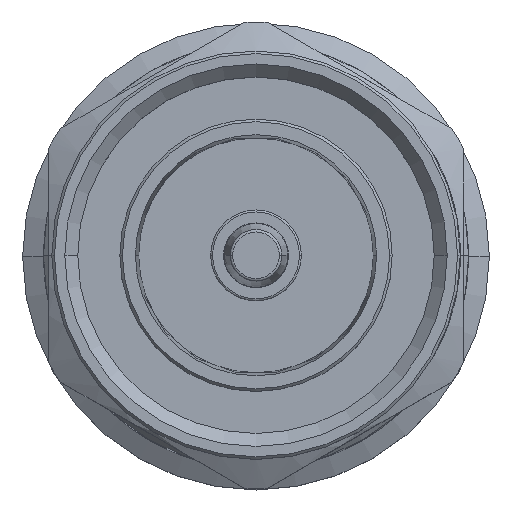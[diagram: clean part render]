
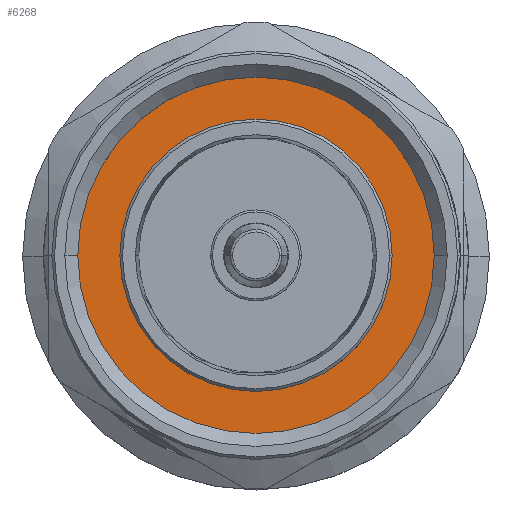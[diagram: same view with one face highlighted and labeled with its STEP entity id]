
A CAD part, top view. The second image highlights one B-rep face of the part: STEP entity #6268.
In plain terms, the highlighted planar face has unit normal (0, 0, 1).
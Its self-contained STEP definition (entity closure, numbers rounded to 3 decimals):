
#417 = CIRCLE ( 'NONE', #18037, 14.8 ) ;
#1257 = CARTESIAN_POINT ( 'NONE',  ( 0., 0., -5.55 ) ) ;
#1535 = VERTEX_POINT ( 'NONE', #28385 ) ;
#1685 = DIRECTION ( 'NONE',  ( 0., 0., -1. ) ) ;
#1740 = AXIS2_PLACEMENT_3D ( 'NONE', #3231, #20394, #5675 ) ;
#2697 = FACE_BOUND ( 'NONE', #26688, .T. ) ;
#3231 = CARTESIAN_POINT ( 'NONE',  ( 0., 0., -5.55 ) ) ;
#3449 = DIRECTION ( 'NONE',  ( 0., 0., -1. ) ) ;
#5675 = DIRECTION ( 'NONE',  ( -1., 0., 0. ) ) ;
#5986 = AXIS2_PLACEMENT_3D ( 'NONE', #29311, #14607, #31779 ) ;
#6268 = ADVANCED_FACE ( 'NONE', ( #2697, #28018 ), #28566, .F. ) ;
#6568 = CARTESIAN_POINT ( 'NONE',  ( 10.475, 0., -5.55 ) ) ;
#6868 = EDGE_LOOP ( 'NONE', ( #26396, #23251 ) ) ;
#8735 = DIRECTION ( 'NONE',  ( 0., 0., 1. ) ) ;
#9093 = EDGE_CURVE ( 'NONE', #15444, #20809, #417, .T. ) ;
#10816 = CIRCLE ( 'NONE', #1740, 10.475 ) ;
#13293 = CARTESIAN_POINT ( 'NONE',  ( 14.8, 0., -5.55 ) ) ;
#13361 = EDGE_CURVE ( 'NONE', #20809, #15444, #31478, .T. ) ;
#14607 = DIRECTION ( 'NONE',  ( 0., 0., 1. ) ) ;
#15444 = VERTEX_POINT ( 'NONE', #30669 ) ;
#18037 = AXIS2_PLACEMENT_3D ( 'NONE', #23425, #8735, #25865 ) ;
#18127 = CARTESIAN_POINT ( 'NONE',  ( 0., 0., -5.55 ) ) ;
#18308 = EDGE_CURVE ( 'NONE', #1535, #25192, #27937, .T. ) ;
#18821 = DIRECTION ( 'NONE',  ( -1., 0., 0. ) ) ;
#20394 = DIRECTION ( 'NONE',  ( 0., 0., -1. ) ) ;
#20605 = DIRECTION ( 'NONE',  ( -1., 0., 0. ) ) ;
#20665 = ORIENTED_EDGE ( 'NONE', *, *, #18308, .T. ) ;
#20809 = VERTEX_POINT ( 'NONE', #13293 ) ;
#20857 = ORIENTED_EDGE ( 'NONE', *, *, #22013, .T. ) ;
#22013 = EDGE_CURVE ( 'NONE', #25192, #1535, #10816, .T. ) ;
#23251 = ORIENTED_EDGE ( 'NONE', *, *, #9093, .T. ) ;
#23425 = CARTESIAN_POINT ( 'NONE',  ( 0., 0., -5.55 ) ) ;
#25192 = VERTEX_POINT ( 'NONE', #6568 ) ;
#25865 = DIRECTION ( 'NONE',  ( -1., 0., 0. ) ) ;
#26396 = ORIENTED_EDGE ( 'NONE', *, *, #13361, .T. ) ;
#26601 = AXIS2_PLACEMENT_3D ( 'NONE', #1257, #1685, #18821 ) ;
#26688 = EDGE_LOOP ( 'NONE', ( #20857, #20665 ) ) ;
#26895 = AXIS2_PLACEMENT_3D ( 'NONE', #18127, #3449, #20605 ) ;
#27937 = CIRCLE ( 'NONE', #26895, 10.475 ) ;
#28018 = FACE_OUTER_BOUND ( 'NONE', #6868, .T. ) ;
#28385 = CARTESIAN_POINT ( 'NONE',  ( -10.475, 0., -5.55 ) ) ;
#28566 = PLANE ( 'NONE',  #26601 ) ;
#29311 = CARTESIAN_POINT ( 'NONE',  ( 0., 0., -5.55 ) ) ;
#30669 = CARTESIAN_POINT ( 'NONE',  ( -14.8, 0., -5.55 ) ) ;
#31478 = CIRCLE ( 'NONE', #5986, 14.8 ) ;
#31779 = DIRECTION ( 'NONE',  ( -1., 0., 0. ) ) ;
